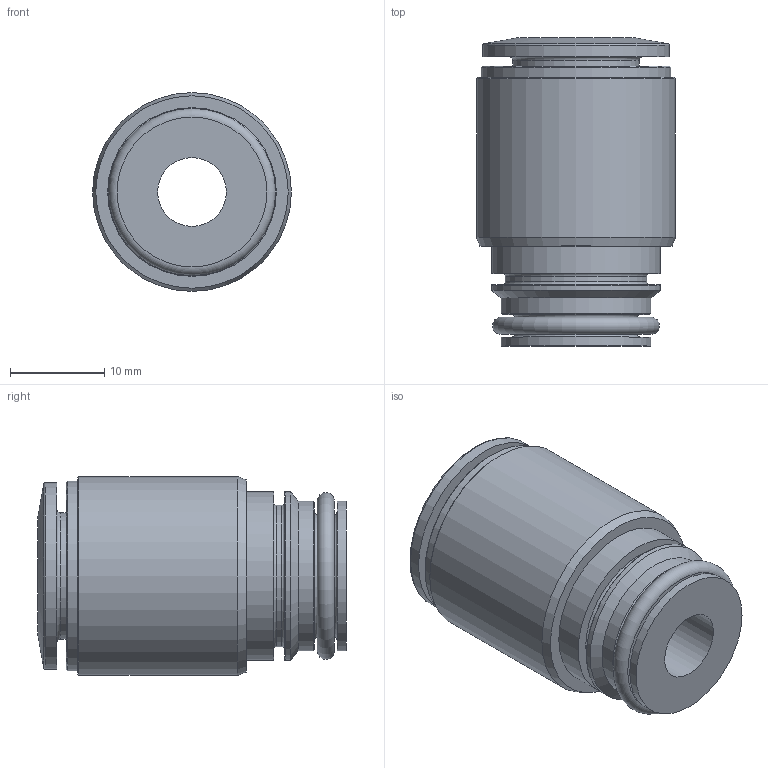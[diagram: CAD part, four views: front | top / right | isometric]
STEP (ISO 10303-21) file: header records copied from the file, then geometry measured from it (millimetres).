
FILE_DESCRIPTION(/* description */ ('STEP AP214'),/* implementation_level */ '2;1');
FILE_NAME(/* name */ '132635_QSPKG20-12',/* time_stamp */ '2024-09-14T14:32:08+02:00',/* author */ ('License CC BY-ND 4.0'),/* organization */ ('CADENAS'),/* preprocessor_version */ 'ST-DEVELOPER v19.3',/* originating_system */ 'PARTsolutions',/* authorisation */ ' ');
FILE_SCHEMA (('AUTOMOTIVE_DESIGN {1 0 10303 214 3 1 1}'));
Length unit declared in the file: millimetre
Products named in the file (1): 132635 QSPKG20-12
Bounding box: 21.1 x 32.7 x 21.1 mm (x, y, z)
Volume: 6600.4 mm3; surface area: 4394.7 mm2
Topology: 1 solids, 1 shells, 42 faces, 73 edges, 43 vertices
Faces by surface type: cylinder 13, plane 12, torus 11, cone 6
Full cylindrical faces by diameter (mm): 7.3 x1, 12 x1, 13 x2, 13.4 x1, 15 x1, 15.9 x2, 17.9 x2, 19.8 x1, 20.1 x1, 21.1 x1
Entity records: 1167 total; most frequent: DIRECTION 170, CARTESIAN_POINT 127, AXIS2_PLACEMENT_3D 85, ORIENTED_EDGE 84, EDGE_LOOP 84, FACE_BOUND 84, EDGE_CURVE 42, VERTEX_POINT 42
